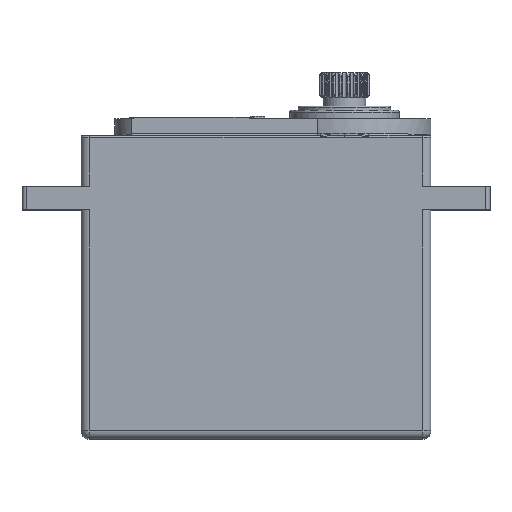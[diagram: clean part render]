
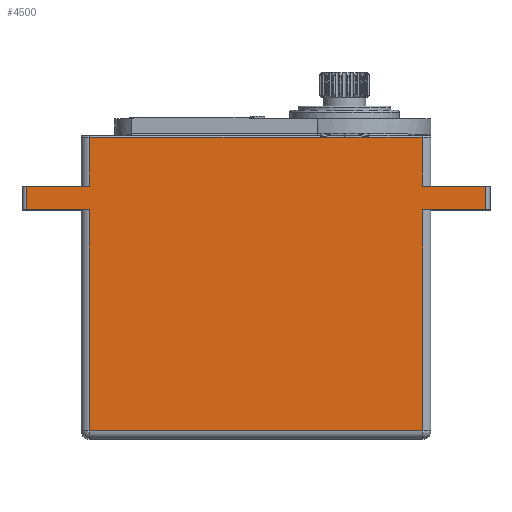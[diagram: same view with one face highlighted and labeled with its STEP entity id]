
A CAD part, top view. The second image highlights one B-rep face of the part: STEP entity #4500.
In plain terms, the highlighted planar face has unit normal (0, 0, 1).
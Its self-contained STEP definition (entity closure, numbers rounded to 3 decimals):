
#483=FACE_OUTER_BOUND('',#746,.T.);
#746=EDGE_LOOP('',(#3209,#3210,#3211,#3212,#3213,#3214,#3215,#3216,#3217,
#3218,#3219,#3220,#3221,#3222,#3223));
#1224=LINE('',#6885,#1526);
#1238=LINE('',#6940,#1540);
#1254=LINE('',#6988,#1556);
#1267=LINE('',#7040,#1569);
#1283=LINE('',#7072,#1585);
#1284=LINE('',#7074,#1586);
#1285=LINE('',#7076,#1587);
#1286=LINE('',#7078,#1588);
#1287=LINE('',#7080,#1589);
#1288=LINE('',#7082,#1590);
#1289=LINE('',#7083,#1591);
#1290=LINE('',#7084,#1592);
#1291=LINE('',#7086,#1593);
#1292=LINE('',#7088,#1594);
#1293=LINE('',#7089,#1595);
#1526=VECTOR('',#5542,7.5);
#1540=VECTOR('',#5590,7.5);
#1556=VECTOR('',#5628,7.5);
#1569=VECTOR('',#5675,7.5);
#1585=VECTOR('',#5701,2.8);
#1586=VECTOR('',#5702,5.8);
#1587=VECTOR('',#5703,6.386);
#1588=VECTOR('',#5704,10.);
#1589=VECTOR('',#5705,10.);
#1590=VECTOR('',#5706,27.386);
#1591=VECTOR('',#5707,5.8);
#1592=VECTOR('',#5708,2.8);
#1593=VECTOR('',#5709,26.2);
#1594=VECTOR('',#5710,39.5);
#1595=VECTOR('',#5711,26.2);
#1893=VERTEX_POINT('',#6882);
#1894=VERTEX_POINT('',#6884);
#1917=VERTEX_POINT('',#6937);
#1918=VERTEX_POINT('',#6939);
#1938=VERTEX_POINT('',#6985);
#1939=VERTEX_POINT('',#6987);
#1960=VERTEX_POINT('',#7037);
#1961=VERTEX_POINT('',#7039);
#1973=VERTEX_POINT('',#7073);
#1974=VERTEX_POINT('',#7075);
#1975=VERTEX_POINT('',#7077);
#1976=VERTEX_POINT('',#7079);
#1977=VERTEX_POINT('',#7081);
#1978=VERTEX_POINT('',#7085);
#1979=VERTEX_POINT('',#7087);
#2366=EDGE_CURVE('',#1894,#1893,#1224,.T.);
#2395=EDGE_CURVE('',#1918,#1917,#1238,.T.);
#2418=EDGE_CURVE('',#1939,#1938,#1254,.T.);
#2446=EDGE_CURVE('',#1961,#1960,#1267,.T.);
#2464=EDGE_CURVE('',#1960,#1939,#1283,.T.);
#2465=EDGE_CURVE('',#1938,#1973,#1284,.T.);
#2466=EDGE_CURVE('',#1973,#1974,#1285,.T.);
#2467=EDGE_CURVE('',#1975,#1974,#1286,.T.);
#2468=EDGE_CURVE('',#1976,#1975,#1287,.T.);
#2469=EDGE_CURVE('',#1976,#1977,#1288,.T.);
#2470=EDGE_CURVE('',#1977,#1918,#1289,.T.);
#2471=EDGE_CURVE('',#1917,#1894,#1290,.T.);
#2472=EDGE_CURVE('',#1893,#1978,#1291,.T.);
#2473=EDGE_CURVE('',#1978,#1979,#1292,.T.);
#2474=EDGE_CURVE('',#1979,#1961,#1293,.T.);
#3209=ORIENTED_EDGE('',*,*,#2446,.T.);
#3210=ORIENTED_EDGE('',*,*,#2464,.T.);
#3211=ORIENTED_EDGE('',*,*,#2418,.T.);
#3212=ORIENTED_EDGE('',*,*,#2465,.T.);
#3213=ORIENTED_EDGE('',*,*,#2466,.T.);
#3214=ORIENTED_EDGE('',*,*,#2467,.F.);
#3215=ORIENTED_EDGE('',*,*,#2468,.F.);
#3216=ORIENTED_EDGE('',*,*,#2469,.T.);
#3217=ORIENTED_EDGE('',*,*,#2470,.T.);
#3218=ORIENTED_EDGE('',*,*,#2395,.T.);
#3219=ORIENTED_EDGE('',*,*,#2471,.T.);
#3220=ORIENTED_EDGE('',*,*,#2366,.T.);
#3221=ORIENTED_EDGE('',*,*,#2472,.T.);
#3222=ORIENTED_EDGE('',*,*,#2473,.T.);
#3223=ORIENTED_EDGE('',*,*,#2474,.T.);
#4389=PLANE('',#4891);
#4500=ADVANCED_FACE('',(#483),#4389,.F.);
#4891=AXIS2_PLACEMENT_3D('',#7071,#5699,#5700);
#5542=DIRECTION('',(1.,0.,0.));
#5590=DIRECTION('',(-1.,0.,0.));
#5628=DIRECTION('',(-1.,0.,0.));
#5675=DIRECTION('',(1.,0.,0.));
#5699=DIRECTION('center_axis',(0.,0.,-1.));
#5700=DIRECTION('ref_axis',(-1.,0.,0.));
#5701=DIRECTION('',(0.,1.,0.));
#5702=DIRECTION('',(0.,1.,0.));
#5703=DIRECTION('',(-1.,0.,0.));
#5704=DIRECTION('',(1.,0.,0.));
#5705=DIRECTION('',(1.,0.,0.));
#5706=DIRECTION('',(-1.,0.,0.));
#5707=DIRECTION('',(0.,-1.,0.));
#5708=DIRECTION('',(0.,-1.,0.));
#5709=DIRECTION('',(0.,-1.,0.));
#5710=DIRECTION('',(1.,0.,0.));
#5711=DIRECTION('',(0.,1.,0.));
#6882=CARTESIAN_POINT('',(-19.75,9.2,10.25));
#6884=CARTESIAN_POINT('',(-27.25,9.2,10.25));
#6885=CARTESIAN_POINT('',(-27.25,9.2,10.25));
#6937=CARTESIAN_POINT('',(-27.25,12.,10.25));
#6939=CARTESIAN_POINT('',(-19.75,12.,10.25));
#6940=CARTESIAN_POINT('',(-19.75,12.,10.25));
#6985=CARTESIAN_POINT('',(19.75,12.,10.25));
#6987=CARTESIAN_POINT('',(27.25,12.,10.25));
#6988=CARTESIAN_POINT('',(27.25,12.,10.25));
#7037=CARTESIAN_POINT('',(27.25,9.2,10.25));
#7039=CARTESIAN_POINT('',(19.75,9.2,10.25));
#7040=CARTESIAN_POINT('',(19.75,9.2,10.25));
#7071=CARTESIAN_POINT('Origin',(0.,0.,10.25));
#7072=CARTESIAN_POINT('',(27.25,9.2,10.25));
#7073=CARTESIAN_POINT('',(19.75,17.8,10.25));
#7074=CARTESIAN_POINT('',(19.75,12.,10.25));
#7075=CARTESIAN_POINT('',(13.364,17.8,10.25));
#7076=CARTESIAN_POINT('',(19.75,17.8,10.25));
#7077=CARTESIAN_POINT('',(10.5,17.8,10.25));
#7078=CARTESIAN_POINT('',(10.5,17.8,10.25));
#7079=CARTESIAN_POINT('',(7.636,17.8,10.25));
#7080=CARTESIAN_POINT('',(7.636,17.8,10.25));
#7081=CARTESIAN_POINT('',(-19.75,17.8,10.25));
#7082=CARTESIAN_POINT('',(7.636,17.8,10.25));
#7083=CARTESIAN_POINT('',(-19.75,17.8,10.25));
#7084=CARTESIAN_POINT('',(-27.25,12.,10.25));
#7085=CARTESIAN_POINT('',(-19.75,-17.,10.25));
#7086=CARTESIAN_POINT('',(-19.75,9.2,10.25));
#7087=CARTESIAN_POINT('',(19.75,-17.,10.25));
#7088=CARTESIAN_POINT('',(-19.75,-17.,10.25));
#7089=CARTESIAN_POINT('',(19.75,-17.,10.25));
